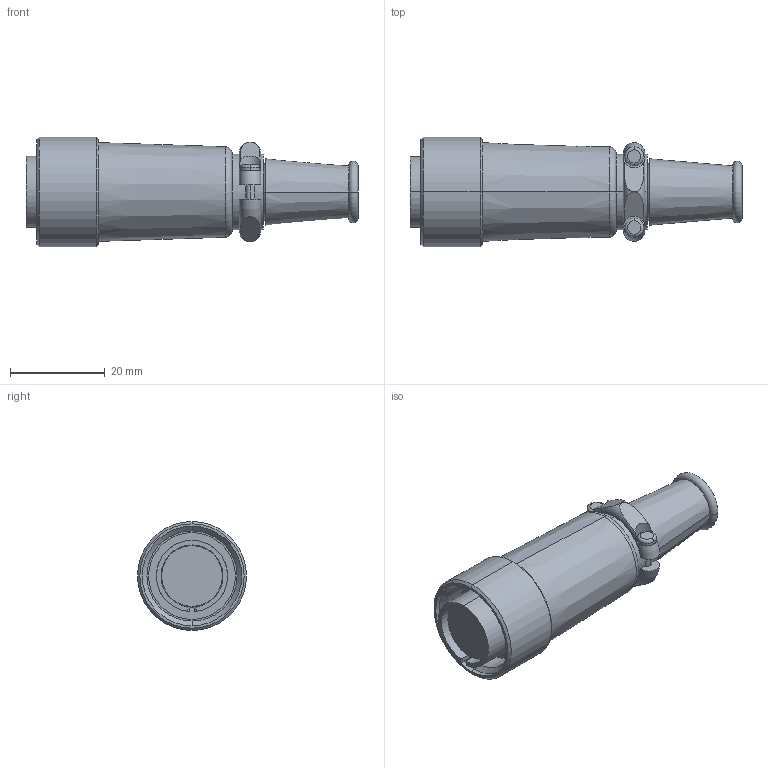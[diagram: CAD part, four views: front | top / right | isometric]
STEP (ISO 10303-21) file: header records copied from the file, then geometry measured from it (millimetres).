
FILE_DESCRIPTION(('CoCreate Modeling STEP Export'),'2;1');
FILE_NAME('RM15TPD-10S.stp','2012-07-25T15:50:05',(''),(''),'CoCreate Modeling STEP processor for AP214 (Solid Model)','CoCreate Modeling 17.0 01-Apr-2010 (C) Parametric Technology GmbH','');
FILE_SCHEMA(('AUTOMOTIVE_DESIGN { 1 0 10303 214 1 1 1 1 }'));
Length unit declared in the file: millimetre
Products named in the file (1): RM15TPD-10S
Bounding box: 70 x 23 x 23 mm (x, y, z)
Volume: 16076 mm3; surface area: 7142.7 mm2
Topology: 1 solids, 1 shells, 89 faces, 220 edges, 143 vertices
Faces by surface type: plane 34, cylinder 30, torus 15, cone 10
Entity records: 5206 total; most frequent: CARTESIAN_POINT 3316, ORIENTED_EDGE 440, DIRECTION 327, EDGE_CURVE 220, VERTEX_POINT 143, AXIS2_PLACEMENT_3D 131, EDGE_LOOP 99, FACE_OUTER_BOUND 89
